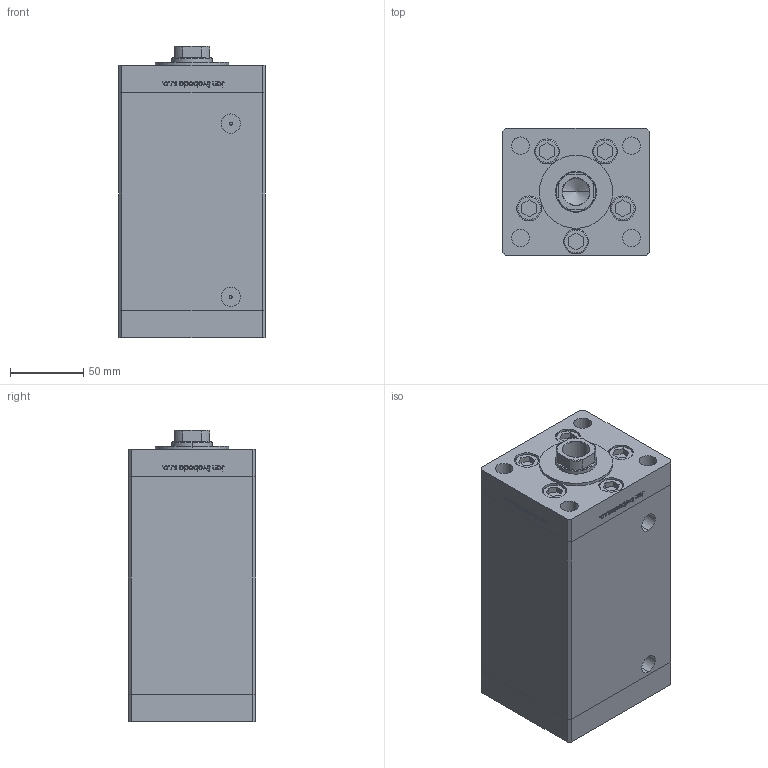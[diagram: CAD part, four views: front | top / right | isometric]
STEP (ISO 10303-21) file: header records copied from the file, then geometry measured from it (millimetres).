
FILE_DESCRIPTION (( 'STEP AP203' ), '1' );
FILE_NAME ('c7a9.STEP', '2024-01-09T02:24:19', ( '' ), ( '' ), 'SwSTEP 2.0', 'SolidWorks 2019', '' );
FILE_SCHEMA (( 'CONFIG_CONTROL_DESIGN' ));
Length unit declared in the file: millimetre
Products named in the file (6): V220C_FRONT_B 0a6e78bbb3ab2518547f1d4e4f9c8be6; c7a9; ALLEN BOLT 0a6e78bbb3ab2518547f1d4e4f9c8be6; V220C BACK_B 0a6e78bbb3ab2518547f1d4e4f9c8be6; V220C_B MIDDLE 0a6e78bbb3ab2518547f1d4e4f9c8be6; V220C_VC_B 0a6e78bbb3ab2518547f1d4e4f9c8be6
Assembly tree (14 placements, depth 2):
  c7a9
    V220C_B MIDDLE 0a6e78bbb3ab2518547f1d4e4f9c8be6
    V220C BACK_B 0a6e78bbb3ab2518547f1d4e4f9c8be6
    V220C_FRONT_B 0a6e78bbb3ab2518547f1d4e4f9c8be6
    V220C_VC_B 0a6e78bbb3ab2518547f1d4e4f9c8be6
    ALLEN BOLT 0a6e78bbb3ab2518547f1d4e4f9c8be6  x10
Bounding box: 100 x 87 x 199.5 mm (x, y, z)
Volume: 1432084.5 mm3; surface area: 205341.3 mm2
Topology: 14 solids, 14 shells, 1185 faces, 2960 edges, 1941 vertices
Faces by surface type: bspline 484, plane 464, cylinder 147, cone 46, torus 44
Entity records: 52198 total; most frequent: CARTESIAN_POINT 30246, ORIENTED_EDGE 5088, DIRECTION 2850, EDGE_CURVE 2544, VERTEX_POINT 1689, VECTOR 1320, LINE 1320, EDGE_LOOP 1151
